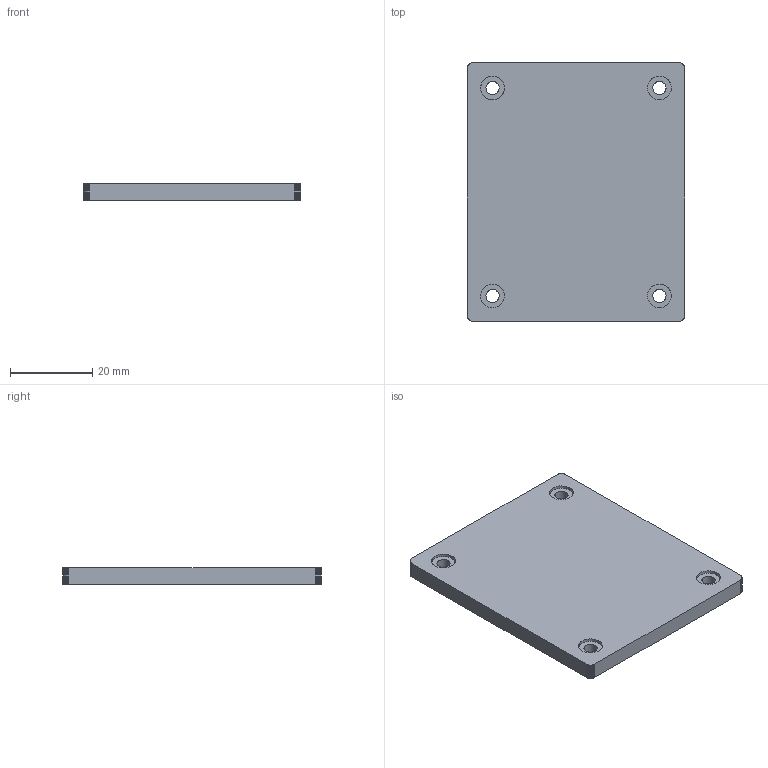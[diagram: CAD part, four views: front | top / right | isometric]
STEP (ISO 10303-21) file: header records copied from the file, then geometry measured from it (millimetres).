
FILE_DESCRIPTION(('Designed by EasyEDA Pro'),'2;1');
FILE_NAME('Open CASCADE Shape Model','2024-08-31T17:46:19',('Author'),( 'Open CASCADE'),'Open CASCADE STEP processor 7.6','Open CASCADE 7.6' ,'Unknown');
FILE_SCHEMA(('AUTOMOTIVE_DESIGN { 1 0 10303 214 1 1 1 1 }'));
Length unit declared in the file: millimetre
Products named in the file (1): Open CASCADE STEP translator 7.6 1
Bounding box: 53 x 63 x 4 mm (x, y, z)
Volume: 10517.5 mm3; surface area: 7879 mm2
Topology: 1 solids, 1 shells, 115 faces, 324 edges, 216 vertices
Faces by surface type: bspline 115
Entity records: 13539 total; most frequent: CARTESIAN_POINT 9288, B_SPLINE_CURVE_WITH_KNOTS 948, ORIENTED_EDGE 648, PCURVE 648, DEFINITIONAL_REPRESENTATION 648, EDGE_CURVE 324, SURFACE_CURVE 316, VERTEX_POINT 216
